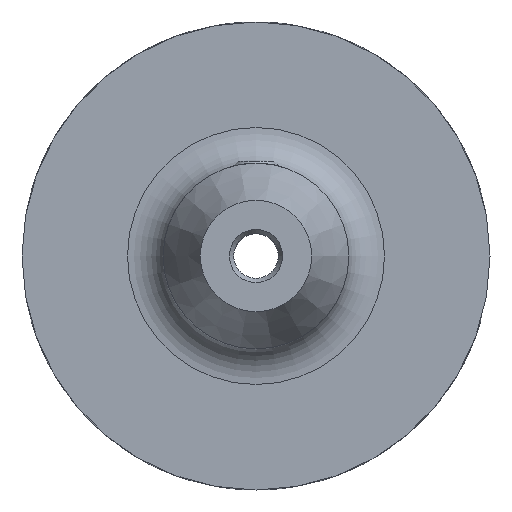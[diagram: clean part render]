
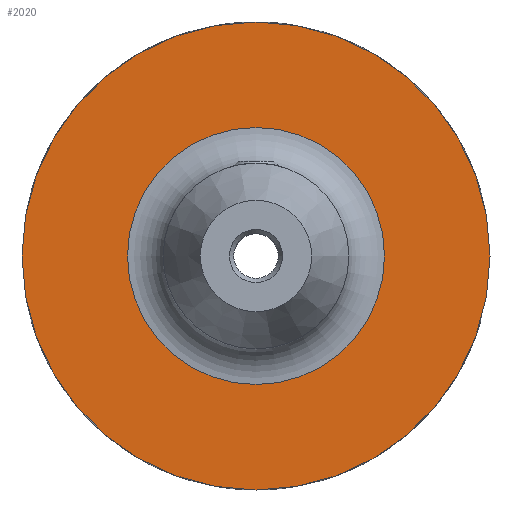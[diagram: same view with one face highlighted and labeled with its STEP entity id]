
A CAD part, left-side view. The second image highlights one B-rep face of the part: STEP entity #2020.
In plain terms, the highlighted planar face has unit normal (-1, 0, 0).
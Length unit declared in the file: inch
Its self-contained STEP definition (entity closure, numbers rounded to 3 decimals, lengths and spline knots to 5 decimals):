
#56=FACE_BOUND('',#516,.T.);
#102=PLANE('',#2252);
#392=FACE_OUTER_BOUND('',#515,.T.);
#515=EDGE_LOOP('',(#1774,#1775));
#516=EDGE_LOOP('',(#1776,#1777));
#537=CIRCLE('',#2080,1.24016);
#538=CIRCLE('',#2081,1.24016);
#627=CIRCLE('',#2250,0.6811);
#628=CIRCLE('',#2251,0.6811);
#753=VERTEX_POINT('',#3113);
#754=VERTEX_POINT('',#3115);
#910=VERTEX_POINT('',#4735);
#911=VERTEX_POINT('',#4737);
#968=EDGE_CURVE('',#753,#754,#537,.T.);
#969=EDGE_CURVE('',#754,#753,#538,.T.);
#1200=EDGE_CURVE('',#911,#910,#627,.T.);
#1201=EDGE_CURVE('',#910,#911,#628,.T.);
#1774=ORIENTED_EDGE('',*,*,#969,.F.);
#1775=ORIENTED_EDGE('',*,*,#968,.F.);
#1776=ORIENTED_EDGE('',*,*,#1200,.T.);
#1777=ORIENTED_EDGE('',*,*,#1201,.T.);
#2020=ADVANCED_FACE('',(#392,#56),#102,.T.);
#2080=AXIS2_PLACEMENT_3D('',#3116,#2352,#2353);
#2081=AXIS2_PLACEMENT_3D('',#3117,#2354,#2355);
#2250=AXIS2_PLACEMENT_3D('',#4738,#2753,#2754);
#2251=AXIS2_PLACEMENT_3D('',#4739,#2755,#2756);
#2252=AXIS2_PLACEMENT_3D('',#4740,#2757,#2758);
#2352=DIRECTION('center_axis',(1.,0.,0.));
#2353=DIRECTION('ref_axis',(0.,1.,0.));
#2354=DIRECTION('center_axis',(1.,0.,0.));
#2355=DIRECTION('ref_axis',(0.,1.,0.));
#2753=DIRECTION('center_axis',(1.,0.,0.));
#2754=DIRECTION('ref_axis',(0.,1.,0.));
#2755=DIRECTION('center_axis',(1.,0.,0.));
#2756=DIRECTION('ref_axis',(0.,1.,0.));
#2757=DIRECTION('center_axis',(-1.,0.,0.));
#2758=DIRECTION('ref_axis',(0.,0.,1.));
#3113=CARTESIAN_POINT('',(-0.86614,-1.24016,0.));
#3115=CARTESIAN_POINT('',(-0.86614,1.24016,0.));
#3116=CARTESIAN_POINT('Origin',(-0.86614,0.,
0.));
#3117=CARTESIAN_POINT('Origin',(-0.86614,0.,
0.));
#4735=CARTESIAN_POINT('',(-0.86614,0.,0.6811));
#4737=CARTESIAN_POINT('',(-0.86614,0.6811,0.));
#4738=CARTESIAN_POINT('Origin',(-0.86614,0.,
0.));
#4739=CARTESIAN_POINT('Origin',(-0.86614,0.,
0.));
#4740=CARTESIAN_POINT('Origin',(-0.86614,0.96063,0.));
